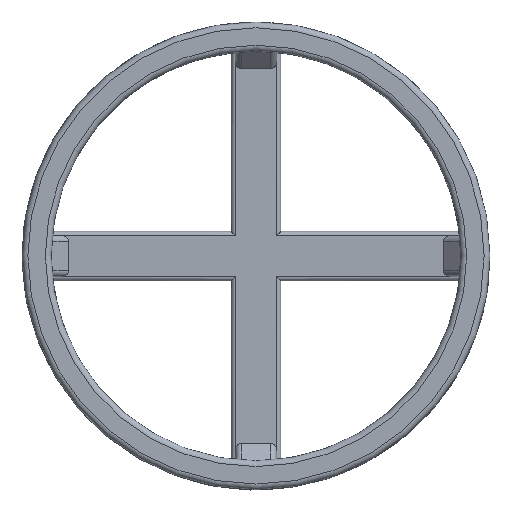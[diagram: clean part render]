
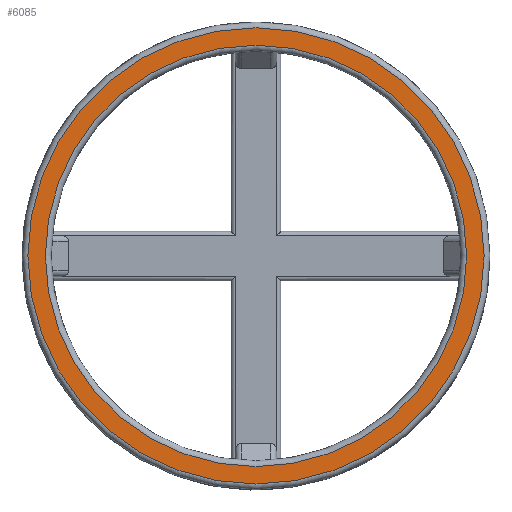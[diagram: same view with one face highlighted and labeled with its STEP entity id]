
A CAD part, top view. The second image highlights one B-rep face of the part: STEP entity #6085.
In plain terms, the highlighted planar face has unit normal (0, 0, 1).
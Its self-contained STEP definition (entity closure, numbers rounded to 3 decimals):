
#361 = TOROIDAL_SURFACE('',#362,36.25,1.);
#362 = AXIS2_PLACEMENT_3D('',#363,#364,#365);
#363 = CARTESIAN_POINT('',(0.,0.,21.));
#364 = DIRECTION('',(0.,0.,1.));
#365 = DIRECTION('',(1.,0.,-0.));
#4639 = VERTEX_POINT('',#4640);
#4640 = CARTESIAN_POINT('',(36.25,0.,22.));
#4660 = EDGE_CURVE('',#4639,#4639,#4661,.T.);
#4661 = SURFACE_CURVE('',#4662,(#4667,#4674),.PCURVE_S1.);
#4662 = CIRCLE('',#4663,36.25);
#4663 = AXIS2_PLACEMENT_3D('',#4664,#4665,#4666);
#4664 = CARTESIAN_POINT('',(0.,0.,22.));
#4665 = DIRECTION('',(0.,0.,1.));
#4666 = DIRECTION('',(1.,0.,-0.));
#4667 = PCURVE('',#361,#4668);
#4668 = DEFINITIONAL_REPRESENTATION('',(#4669),#4673);
#4669 = LINE('',#4670,#4671);
#4670 = CARTESIAN_POINT('',(0.,1.571));
#4671 = VECTOR('',#4672,1.);
#4672 = DIRECTION('',(1.,0.));
#4673 = ( GEOMETRIC_REPRESENTATION_CONTEXT(2) 
PARAMETRIC_REPRESENTATION_CONTEXT() REPRESENTATION_CONTEXT('2D SPACE',''
  ) );
#4674 = PCURVE('',#4675,#4680);
#4675 = PLANE('',#4676);
#4676 = AXIS2_PLACEMENT_3D('',#4677,#4678,#4679);
#4677 = CARTESIAN_POINT('',(0.,0.,22.)
  );
#4678 = DIRECTION('',(0.,0.,1.));
#4679 = DIRECTION('',(1.,0.,-0.));
#4680 = DEFINITIONAL_REPRESENTATION('',(#4681),#4685);
#4681 = CIRCLE('',#4682,36.25);
#4682 = AXIS2_PLACEMENT_2D('',#4683,#4684);
#4683 = CARTESIAN_POINT('',(0.,0.));
#4684 = DIRECTION('',(1.,0.));
#4685 = ( GEOMETRIC_REPRESENTATION_CONTEXT(2) 
PARAMETRIC_REPRESENTATION_CONTEXT() REPRESENTATION_CONTEXT('2D SPACE',''
  ) );
#6085 = ADVANCED_FACE('',(#6086,#6117),#4675,.T.);
#6086 = FACE_BOUND('',#6087,.T.);
#6087 = EDGE_LOOP('',(#6088));
#6088 = ORIENTED_EDGE('',*,*,#6089,.T.);
#6089 = EDGE_CURVE('',#6090,#6090,#6092,.T.);
#6090 = VERTEX_POINT('',#6091);
#6091 = CARTESIAN_POINT('',(39.25,0.,22.));
#6092 = SURFACE_CURVE('',#6093,(#6098,#6105),.PCURVE_S1.);
#6093 = CIRCLE('',#6094,39.25);
#6094 = AXIS2_PLACEMENT_3D('',#6095,#6096,#6097);
#6095 = CARTESIAN_POINT('',(0.,0.,22.));
#6096 = DIRECTION('',(0.,0.,1.));
#6097 = DIRECTION('',(1.,0.,-0.));
#6098 = PCURVE('',#4675,#6099);
#6099 = DEFINITIONAL_REPRESENTATION('',(#6100),#6104);
#6100 = CIRCLE('',#6101,39.25);
#6101 = AXIS2_PLACEMENT_2D('',#6102,#6103);
#6102 = CARTESIAN_POINT('',(0.,0.));
#6103 = DIRECTION('',(1.,0.));
#6104 = ( GEOMETRIC_REPRESENTATION_CONTEXT(2) 
PARAMETRIC_REPRESENTATION_CONTEXT() REPRESENTATION_CONTEXT('2D SPACE',''
  ) );
#6105 = PCURVE('',#6106,#6111);
#6106 = TOROIDAL_SURFACE('',#6107,39.25,1.);
#6107 = AXIS2_PLACEMENT_3D('',#6108,#6109,#6110);
#6108 = CARTESIAN_POINT('',(0.,0.,21.));
#6109 = DIRECTION('',(0.,0.,1.));
#6110 = DIRECTION('',(1.,0.,-0.));
#6111 = DEFINITIONAL_REPRESENTATION('',(#6112),#6116);
#6112 = LINE('',#6113,#6114);
#6113 = CARTESIAN_POINT('',(0.,1.571));
#6114 = VECTOR('',#6115,1.);
#6115 = DIRECTION('',(1.,0.));
#6116 = ( GEOMETRIC_REPRESENTATION_CONTEXT(2) 
PARAMETRIC_REPRESENTATION_CONTEXT() REPRESENTATION_CONTEXT('2D SPACE',''
  ) );
#6117 = FACE_BOUND('',#6118,.T.);
#6118 = EDGE_LOOP('',(#6119));
#6119 = ORIENTED_EDGE('',*,*,#4660,.F.);
